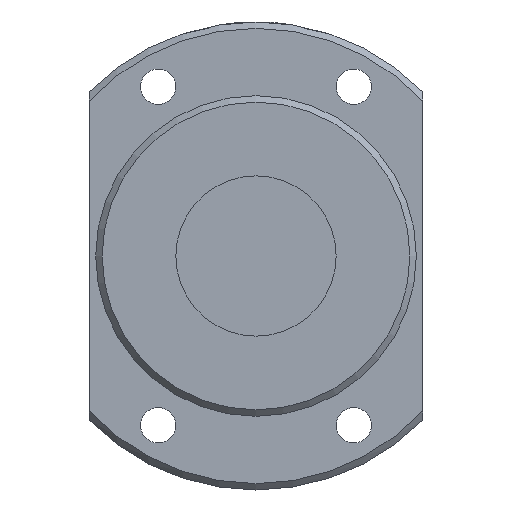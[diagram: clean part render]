
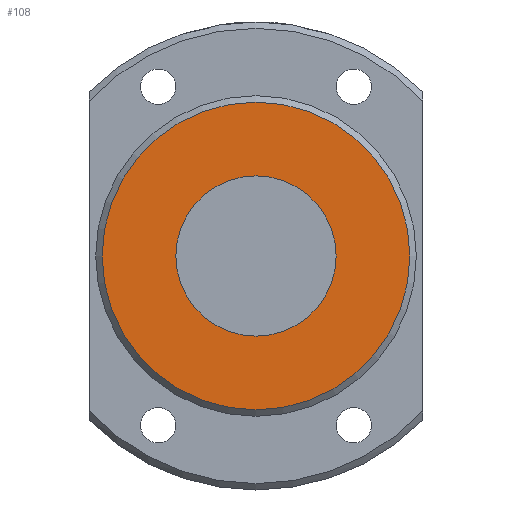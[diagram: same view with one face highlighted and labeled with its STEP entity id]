
A CAD part, front view. The second image highlights one B-rep face of the part: STEP entity #108.
In plain terms, the highlighted planar face has unit normal (0, -1, 0).
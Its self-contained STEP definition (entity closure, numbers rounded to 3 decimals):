
#82=PLANE('',#536);
#108=ADVANCED_FACE('',(#166,#167),#82,.T.);
#166=FACE_BOUND('',#228,.T.);
#167=FACE_BOUND('',#229,.T.);
#228=EDGE_LOOP('',(#320));
#229=EDGE_LOOP('',(#321));
#320=ORIENTED_EDGE('',*,*,#456,.T.);
#321=ORIENTED_EDGE('',*,*,#448,.F.);
#398=VERTEX_POINT('',#880);
#404=VERTEX_POINT('',#897);
#448=EDGE_CURVE('',#398,#398,#482,.T.);
#456=EDGE_CURVE('',#404,#404,#490,.T.);
#482=CIRCLE('',#524,12.5);
#490=CIRCLE('',#535,24.);
#524=AXIS2_PLACEMENT_3D('',#879,#621,#622);
#535=AXIS2_PLACEMENT_3D('',#896,#643,#644);
#536=AXIS2_PLACEMENT_3D('',#898,#645,#646);
#621=DIRECTION('',(0.,-1.,0.));
#622=DIRECTION('',(1.,0.,0.));
#643=DIRECTION('',(0.,-1.,0.));
#644=DIRECTION('',(0.,0.,-1.));
#645=DIRECTION('',(0.,-1.,0.));
#646=DIRECTION('',(0.,0.,-1.));
#879=CARTESIAN_POINT('',(0.,-27.5,0.));
#880=CARTESIAN_POINT('',(12.5,-27.5,0.));
#896=CARTESIAN_POINT('',(0.,-27.5,0.));
#897=CARTESIAN_POINT('',(0.,-27.5,-24.));
#898=CARTESIAN_POINT('',(0.,-27.5,0.));
